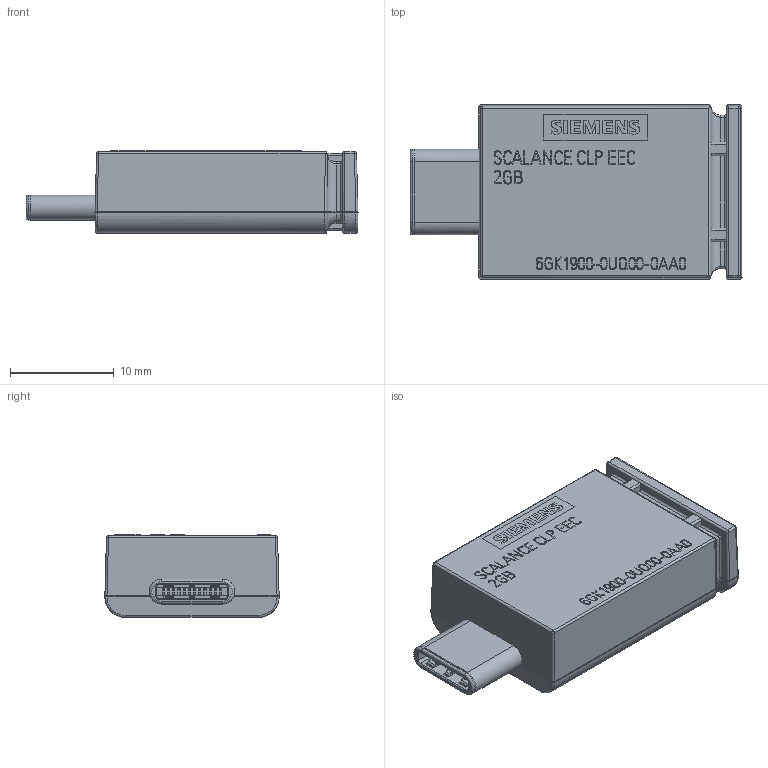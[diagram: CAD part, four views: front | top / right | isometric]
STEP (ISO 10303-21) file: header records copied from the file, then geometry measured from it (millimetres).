
FILE_DESCRIPTION (( 'STEP AP214' ), '1' );
FILE_NAME ('6GK19000UQ000AA0_001_STEP.STEP', '2018-07-31T14:00:34', ( '' ), ( '' ), 'SwSTEP 2.0', 'SolidWorks 2017', '' );
FILE_SCHEMA (( 'AUTOMOTIVE_DESIGN' ));
Length unit declared in the file: millimetre
Products named in the file (3): Beschriftung; 6GK19000UQ000AA0_001_STEP; Body
Assembly tree (2 placements, depth 2):
  6GK19000UQ000AA0_001_STEP
    Body
    Beschriftung
Bounding box: 32 x 16.8 x 8 mm (x, y, z)
Volume: 3310.1 mm3; surface area: 1806 mm2
Topology: 1 solids, 37 shells, 510 faces, 2358 edges, 1889 vertices
Faces by surface type: plane 343, cylinder 134, bspline 17, torus 6, sphere 6, cone 4
Entity records: 29500 total; most frequent: CARTESIAN_POINT 7949, ORIENTED_EDGE 3709, DIRECTION 2827, EDGE_CURVE 2358, VERTEX_POINT 1889, VECTOR 1305, LINE 1305, B_SPLINE_CURVE_WITH_KNOTS 763
